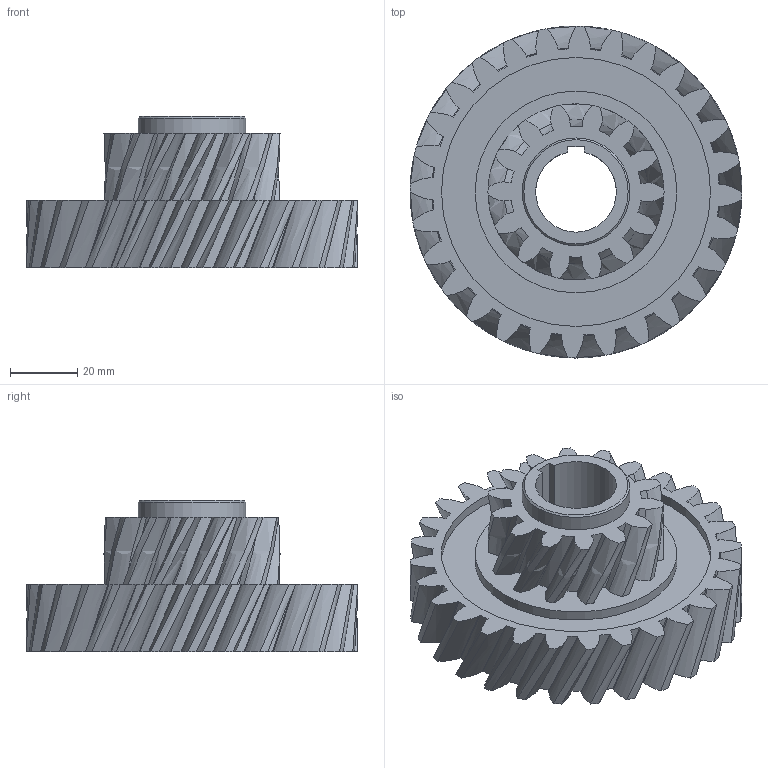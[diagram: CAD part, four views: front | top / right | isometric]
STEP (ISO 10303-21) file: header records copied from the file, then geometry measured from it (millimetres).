
FILE_DESCRIPTION(/* description */ (''),/* implementation_level */ '2;1');
FILE_NAME(/* name */ 'Duble Helical Gear_R6.step',/* time_stamp */ '2022-09-11T11:48:34+03:00',/* author */ (''),/* organization */ (''),/* preprocessor_version */ 'ST-DEVELOPER v19',/* originating_system */ 'Autodesk Translation Framework v11.7.0.108',/* authorisation */ '');
FILE_SCHEMA (('AUTOMOTIVE_DESIGN { 1 0 10303 214 3 1 1 }'));
Length unit declared in the file: millimetre
Products named in the file (3): 3D Duble? Helical Gear_R3; Healical Gear (28R@25.00); Healical Gear (14R@25.00)
Assembly tree (2 placements, depth 2):
  3D Duble? Helical Gear_R3
    Healical Gear (28R@25.00)
    Healical Gear (14R@25.00)
Bounding box: 98.68 x 98.68 x 45 mm (x, y, z)
Volume: 142893.1 mm3; surface area: 35805.3 mm2
Topology: 1 solids, 1 shells, 266 faces, 779 edges, 519 vertices
Faces by surface type: bspline 210, cylinder 46, plane 9, cone 1
Full cylindrical faces by diameter (mm): 32 x1, 60 x1, 80 x1
Entity records: 22795 total; most frequent: CARTESIAN_POINT 17333, ORIENTED_EDGE 1558, EDGE_CURVE 779, DIRECTION 602, VERTEX_POINT 519, EDGE_LOOP 272, FACE_OUTER_BOUND 266, ADVANCED_FACE 266
